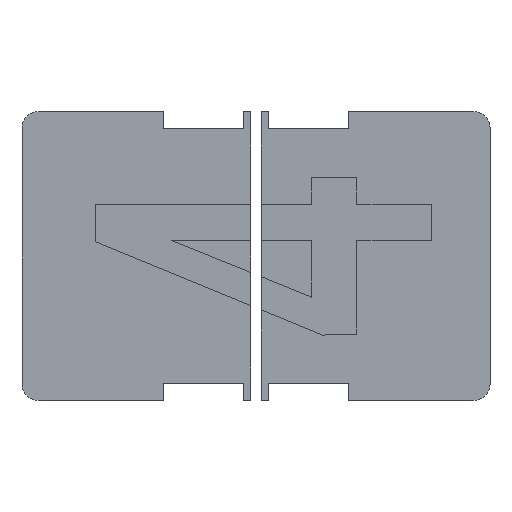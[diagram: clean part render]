
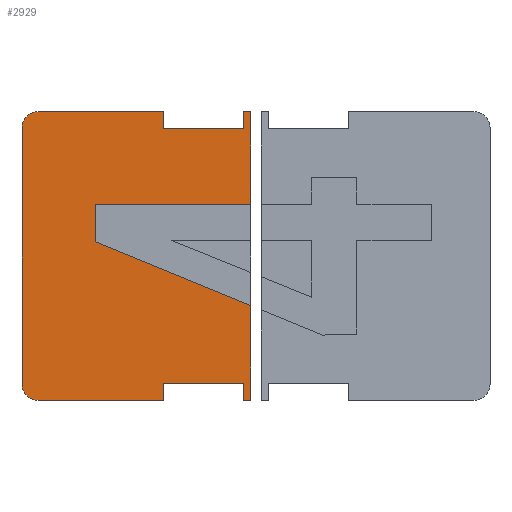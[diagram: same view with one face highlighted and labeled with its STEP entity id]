
A CAD part, top view. The second image highlights one B-rep face of the part: STEP entity #2929.
In plain terms, the highlighted planar face has unit normal (0, 0, 1).
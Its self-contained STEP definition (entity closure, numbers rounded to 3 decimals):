
#19=CIRCLE('',#3060,3.);
#20=CIRCLE('',#3061,3.);
#343=FACE_OUTER_BOUND('',#499,.T.);
#499=EDGE_LOOP('',(#2595,#2596,#2597,#2598,#2599,#2600,#2601,#2602,#2603,
#2604,#2605,#2606,#2607,#2608,#2609,#2610,#2611,#2612));
#772=LINE('',#5784,#1078);
#776=LINE('',#5792,#1082);
#792=LINE('',#5823,#1098);
#793=LINE('',#5826,#1099);
#794=LINE('',#5828,#1100);
#795=LINE('',#5830,#1101);
#796=LINE('',#5832,#1102);
#797=LINE('',#5834,#1103);
#798=LINE('',#5836,#1104);
#799=LINE('',#5840,#1105);
#800=LINE('',#5844,#1106);
#801=LINE('',#5846,#1107);
#802=LINE('',#5848,#1108);
#803=LINE('',#5850,#1109);
#804=LINE('',#5852,#1110);
#805=LINE('',#5853,#1111);
#1078=VECTOR('',#3512,10.);
#1082=VECTOR('',#3518,10.);
#1098=VECTOR('',#3544,10.);
#1099=VECTOR('',#3547,10.);
#1100=VECTOR('',#3548,10.);
#1101=VECTOR('',#3549,10.);
#1102=VECTOR('',#3550,10.);
#1103=VECTOR('',#3551,10.);
#1104=VECTOR('',#3552,10.);
#1105=VECTOR('',#3555,10.);
#1106=VECTOR('',#3558,10.);
#1107=VECTOR('',#3559,10.);
#1108=VECTOR('',#3560,10.);
#1109=VECTOR('',#3561,10.);
#1110=VECTOR('',#3562,10.);
#1111=VECTOR('',#3563,10.);
#1381=VERTEX_POINT('',#5780);
#1383=VERTEX_POINT('',#5783);
#1386=VERTEX_POINT('',#5791);
#1396=VERTEX_POINT('',#5821);
#1397=VERTEX_POINT('',#5825);
#1398=VERTEX_POINT('',#5827);
#1399=VERTEX_POINT('',#5829);
#1400=VERTEX_POINT('',#5831);
#1401=VERTEX_POINT('',#5833);
#1402=VERTEX_POINT('',#5835);
#1403=VERTEX_POINT('',#5837);
#1404=VERTEX_POINT('',#5839);
#1405=VERTEX_POINT('',#5841);
#1406=VERTEX_POINT('',#5843);
#1407=VERTEX_POINT('',#5845);
#1408=VERTEX_POINT('',#5847);
#1409=VERTEX_POINT('',#5849);
#1410=VERTEX_POINT('',#5851);
#1786=EDGE_CURVE('',#1383,#1381,#772,.T.);
#1790=EDGE_CURVE('',#1386,#1383,#776,.T.);
#1806=EDGE_CURVE('',#1396,#1386,#792,.T.);
#1807=EDGE_CURVE('',#1381,#1397,#793,.T.);
#1808=EDGE_CURVE('',#1397,#1398,#794,.T.);
#1809=EDGE_CURVE('',#1398,#1399,#795,.T.);
#1810=EDGE_CURVE('',#1399,#1400,#796,.T.);
#1811=EDGE_CURVE('',#1400,#1401,#797,.T.);
#1812=EDGE_CURVE('',#1401,#1402,#798,.T.);
#1813=EDGE_CURVE('',#1402,#1403,#19,.T.);
#1814=EDGE_CURVE('',#1403,#1404,#799,.T.);
#1815=EDGE_CURVE('',#1404,#1405,#20,.T.);
#1816=EDGE_CURVE('',#1405,#1406,#800,.T.);
#1817=EDGE_CURVE('',#1406,#1407,#801,.T.);
#1818=EDGE_CURVE('',#1407,#1408,#802,.T.);
#1819=EDGE_CURVE('',#1408,#1409,#803,.T.);
#1820=EDGE_CURVE('',#1409,#1410,#804,.T.);
#1821=EDGE_CURVE('',#1410,#1396,#805,.T.);
#2595=ORIENTED_EDGE('',*,*,#1806,.T.);
#2596=ORIENTED_EDGE('',*,*,#1790,.T.);
#2597=ORIENTED_EDGE('',*,*,#1786,.T.);
#2598=ORIENTED_EDGE('',*,*,#1807,.T.);
#2599=ORIENTED_EDGE('',*,*,#1808,.T.);
#2600=ORIENTED_EDGE('',*,*,#1809,.T.);
#2601=ORIENTED_EDGE('',*,*,#1810,.T.);
#2602=ORIENTED_EDGE('',*,*,#1811,.T.);
#2603=ORIENTED_EDGE('',*,*,#1812,.T.);
#2604=ORIENTED_EDGE('',*,*,#1813,.T.);
#2605=ORIENTED_EDGE('',*,*,#1814,.T.);
#2606=ORIENTED_EDGE('',*,*,#1815,.T.);
#2607=ORIENTED_EDGE('',*,*,#1816,.T.);
#2608=ORIENTED_EDGE('',*,*,#1817,.T.);
#2609=ORIENTED_EDGE('',*,*,#1818,.T.);
#2610=ORIENTED_EDGE('',*,*,#1819,.T.);
#2611=ORIENTED_EDGE('',*,*,#1820,.T.);
#2612=ORIENTED_EDGE('',*,*,#1821,.T.);
#2775=PLANE('',#3059);
#2929=ADVANCED_FACE('',(#343),#2775,.T.);
#3059=AXIS2_PLACEMENT_3D('',#5824,#3545,#3546);
#3060=AXIS2_PLACEMENT_3D('',#5838,#3553,#3554);
#3061=AXIS2_PLACEMENT_3D('',#5842,#3556,#3557);
#3512=DIRECTION('',(1.,0.,0.));
#3518=DIRECTION('',(0.,1.,0.));
#3544=DIRECTION('',(-0.925,0.38,0.));
#3545=DIRECTION('center_axis',(0.,0.,1.));
#3546=DIRECTION('ref_axis',(1.,0.,0.));
#3547=DIRECTION('',(0.,1.,0.));
#3548=DIRECTION('',(-1.,0.,0.));
#3549=DIRECTION('',(0.,-1.,0.));
#3550=DIRECTION('',(-1.,0.,0.));
#3551=DIRECTION('',(0.,1.,0.));
#3552=DIRECTION('',(-1.,0.,0.));
#3553=DIRECTION('center_axis',(0.,0.,1.));
#3554=DIRECTION('ref_axis',(0.,1.,0.));
#3555=DIRECTION('',(0.,-1.,0.));
#3556=DIRECTION('center_axis',(0.,0.,1.));
#3557=DIRECTION('ref_axis',(-1.,0.,0.));
#3558=DIRECTION('',(1.,0.,0.));
#3559=DIRECTION('',(0.,1.,0.));
#3560=DIRECTION('',(1.,0.,0.));
#3561=DIRECTION('',(0.,-1.,0.));
#3562=DIRECTION('',(1.,0.,0.));
#3563=DIRECTION('',(0.,1.,0.));
#5780=CARTESIAN_POINT('',(42.8,36.65,0.6));
#5783=CARTESIAN_POINT('',(13.692,36.65,0.6));
#5784=CARTESIAN_POINT('',(37.817,36.65,0.6));
#5791=CARTESIAN_POINT('',(13.692,29.668,0.6));
#5792=CARTESIAN_POINT('',(13.692,31.825,0.6));
#5821=CARTESIAN_POINT('',(42.8,17.726,0.6));
#5823=CARTESIAN_POINT('',(17.459,28.122,0.6));
#5824=CARTESIAN_POINT('Origin',(21.4,27.,0.6));
#5825=CARTESIAN_POINT('',(42.8,54.,0.6));
#5826=CARTESIAN_POINT('',(42.8,54.,0.6));
#5827=CARTESIAN_POINT('',(41.4,54.,0.6));
#5828=CARTESIAN_POINT('',(82.6,54.,0.6));
#5829=CARTESIAN_POINT('',(41.4,50.8,0.6));
#5830=CARTESIAN_POINT('',(41.4,50.8,0.6));
#5831=CARTESIAN_POINT('',(26.4,50.8,0.6));
#5832=CARTESIAN_POINT('',(26.4,50.8,0.6));
#5833=CARTESIAN_POINT('',(26.4,54.,0.6));
#5834=CARTESIAN_POINT('',(26.4,54.,0.6));
#5835=CARTESIAN_POINT('',(3.,54.,0.6));
#5836=CARTESIAN_POINT('',(82.6,54.,0.6));
#5837=CARTESIAN_POINT('',(0.,51.,0.6));
#5838=CARTESIAN_POINT('Origin',(3.,51.,0.6));
#5839=CARTESIAN_POINT('',(0.,3.,0.6));
#5840=CARTESIAN_POINT('',(0.,51.,0.6));
#5841=CARTESIAN_POINT('',(3.,0.,0.6));
#5842=CARTESIAN_POINT('Origin',(3.,3.,0.6));
#5843=CARTESIAN_POINT('',(26.4,0.,0.6));
#5844=CARTESIAN_POINT('',(3.,0.,0.6));
#5845=CARTESIAN_POINT('',(26.4,3.2,0.6));
#5846=CARTESIAN_POINT('',(26.4,0.,0.6));
#5847=CARTESIAN_POINT('',(41.4,3.2,0.6));
#5848=CARTESIAN_POINT('',(26.4,3.2,0.6));
#5849=CARTESIAN_POINT('',(41.4,0.,0.6));
#5850=CARTESIAN_POINT('',(41.4,3.2,0.6));
#5851=CARTESIAN_POINT('',(42.8,0.,0.6));
#5852=CARTESIAN_POINT('',(3.,0.,0.6));
#5853=CARTESIAN_POINT('',(42.8,54.,0.6));
